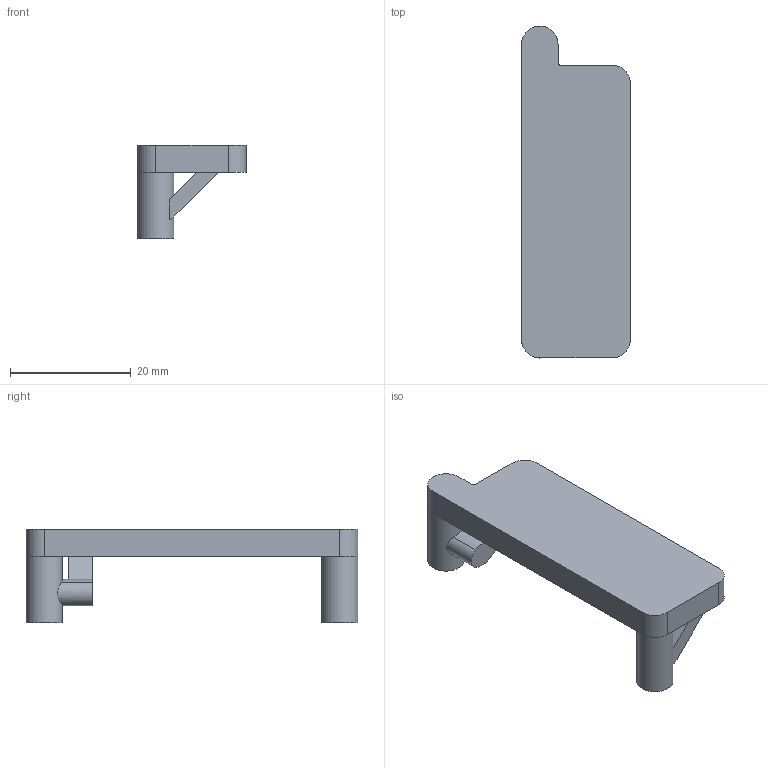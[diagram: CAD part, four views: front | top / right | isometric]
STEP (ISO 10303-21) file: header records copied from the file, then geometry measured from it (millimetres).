
FILE_DESCRIPTION(/* description */ (''),/* implementation_level */ '2;1');
FILE_NAME(/* name */ 'Pixhawk Holder.step',/* time_stamp */ '2023-06-02T20:48:54-04:00',/* author */ (''),/* organization */ (''),/* preprocessor_version */ 'ST-DEVELOPER v19.2',/* originating_system */ 'Autodesk Translation Framework v12.6.0.85',/* authorisation */ '');
FILE_SCHEMA (('AUTOMOTIVE_DESIGN { 1 0 10303 214 3 1 1 }'));
Length unit declared in the file: millimetre
Products named in the file (1): Pixhawk Holder
Bounding box: 18 x 55 x 15.5 mm (x, y, z)
Volume: 4851.1 mm3; surface area: 3355.2 mm2
Topology: 1 solids, 1 shells, 162 faces, 472 edges, 313 vertices
Faces by surface type: cylinder 116, bspline 23, plane 23
Full cylindrical faces by diameter (mm): 2.075 x28, 2.58 x20, 6 x2
Entity records: 11741 total; most frequent: CARTESIAN_POINT 7996, ORIENTED_EDGE 944, DIRECTION 514, EDGE_CURVE 472, VERTEX_POINT 313, B_SPLINE_CURVE_WITH_KNOTS 277, AXIS2_PLACEMENT_3D 179, EDGE_LOOP 167
